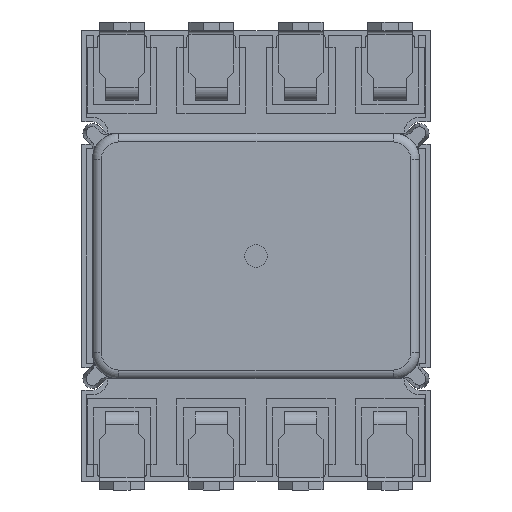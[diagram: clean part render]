
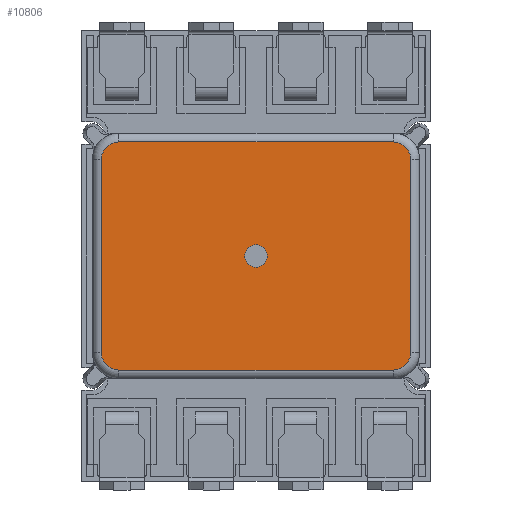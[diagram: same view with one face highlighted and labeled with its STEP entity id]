
A CAD part, front view. The second image highlights one B-rep face of the part: STEP entity #10806.
In plain terms, the highlighted face is planar.
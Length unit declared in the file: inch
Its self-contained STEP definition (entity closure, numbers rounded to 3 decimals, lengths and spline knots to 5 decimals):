
#1892 = EDGE_LOOP ( 'NONE', ( #11759, #11719, #11677, #11783, #11635, #11675, #11776, #11722 ) ) ;
#1958 = EDGE_LOOP ( 'NONE', ( #11767, #11721 ) ) ;
#5974 = FACE_BOUND ( 'NONE', #1958, .T. ) ;
#5994 = FACE_OUTER_BOUND ( 'NONE', #1892, .T. ) ;
#7375 = DIRECTION ( 'NONE',  ( 0., 1., 0. ) ) ;
#7396 = PLANE ( 'NONE',  #16682 ) ;
#7402 = CARTESIAN_POINT ( 'NONE',  ( -0.15354, 0.1063, 0.10807 ) ) ;
#7409 = DIRECTION ( 'NONE',  ( 0., 0., 1. ) ) ;
#8731 = AXIS2_PLACEMENT_3D ( 'NONE', #12061, #12220, #12199 ) ;
#8772 = AXIS2_PLACEMENT_3D ( 'NONE', #12568, #12586, #12572 ) ;
#8798 = AXIS2_PLACEMENT_3D ( 'NONE', #12409, #12391, #12398 ) ;
#8801 = AXIS2_PLACEMENT_3D ( 'NONE', #12405, #12392, #12383 ) ;
#8808 = AXIS2_PLACEMENT_3D ( 'NONE', #12566, #12554, #12545 ) ;
#8842 = AXIS2_PLACEMENT_3D ( 'NONE', #12639, #12649, #12636 ) ;
#10806 = ADVANCED_FACE ( 'NONE', ( #5974, #5994 ), #7396, .T. ) ;
#11635 = ORIENTED_EDGE ( 'NONE', *, *, #16061, .T. ) ;
#11675 = ORIENTED_EDGE ( 'NONE', *, *, #16044, .T. ) ;
#11677 = ORIENTED_EDGE ( 'NONE', *, *, #15973, .T. ) ;
#11719 = ORIENTED_EDGE ( 'NONE', *, *, #15967, .T. ) ;
#11721 = ORIENTED_EDGE ( 'NONE', *, *, #15899, .F. ) ;
#11722 = ORIENTED_EDGE ( 'NONE', *, *, #16033, .T. ) ;
#11759 = ORIENTED_EDGE ( 'NONE', *, *, #16088, .T. ) ;
#11767 = ORIENTED_EDGE ( 'NONE', *, *, #15969, .F. ) ;
#11776 = ORIENTED_EDGE ( 'NONE', *, *, #16000, .T. ) ;
#11783 = ORIENTED_EDGE ( 'NONE', *, *, #16067, .T. ) ;
#12061 = CARTESIAN_POINT ( 'NONE',  ( 0., 0.1063, 0. ) ) ;
#12199 = DIRECTION ( 'NONE',  ( 0., 0., 1. ) ) ;
#12220 = DIRECTION ( 'NONE',  ( 0., 1., 0. ) ) ;
#12377 = DIRECTION ( 'NONE',  ( 1., 0., 0. ) ) ;
#12383 = DIRECTION ( 'NONE',  ( 0., 0., 1. ) ) ;
#12391 = DIRECTION ( 'NONE',  ( 0., 1., 0. ) ) ;
#12392 = DIRECTION ( 'NONE',  ( 0., 1., 0. ) ) ;
#12398 = DIRECTION ( 'NONE',  ( 0., 0., 1. ) ) ;
#12405 = CARTESIAN_POINT ( 'NONE',  ( -0.15354, 0.1063, 0.10807 ) ) ;
#12406 = CARTESIAN_POINT ( 'NONE',  ( 0.15354, 0.1063, 0.1276 ) ) ;
#12409 = CARTESIAN_POINT ( 'NONE',  ( 0., 0.1063, 0. ) ) ;
#12469 = CARTESIAN_POINT ( 'NONE',  ( -0.15354, 0.1063, -0.1276 ) ) ;
#12486 = DIRECTION ( 'NONE',  ( -1., 0., 0. ) ) ;
#12545 = DIRECTION ( 'NONE',  ( 0., 0., 1. ) ) ;
#12554 = DIRECTION ( 'NONE',  ( 0., 1., 0. ) ) ;
#12566 = CARTESIAN_POINT ( 'NONE',  ( -0.15354, 0.1063, -0.10807 ) ) ;
#12568 = CARTESIAN_POINT ( 'NONE',  ( 0.15354, 0.1063, -0.10807 ) ) ;
#12572 = DIRECTION ( 'NONE',  ( 0., 0., 1. ) ) ;
#12586 = DIRECTION ( 'NONE',  ( 0., 1., 0. ) ) ;
#12636 = DIRECTION ( 'NONE',  ( 0., 0., 1. ) ) ;
#12639 = CARTESIAN_POINT ( 'NONE',  ( 0.15354, 0.1063, 0.10807 ) ) ;
#12641 = DIRECTION ( 'NONE',  ( 0., 0., -1. ) ) ;
#12649 = DIRECTION ( 'NONE',  ( 0., 1., 0. ) ) ;
#12669 = CARTESIAN_POINT ( 'NONE',  ( 0.17307, 0.1063, -0.10807 ) ) ;
#12686 = CARTESIAN_POINT ( 'NONE',  ( -0.17307, 0.1063, 0.10807 ) ) ;
#12708 = DIRECTION ( 'NONE',  ( 0., 0., 1. ) ) ;
#13220 = CIRCLE ( 'NONE', #8731, 0.0125 ) ;
#13296 = VECTOR ( 'NONE', #12377, 39.37008 ) ;
#13306 = CIRCLE ( 'NONE', #8801, 0.01953 ) ;
#13312 = CIRCLE ( 'NONE', #8798, 0.0125 ) ;
#13319 = LINE ( 'NONE', #12406, #13296 ) ;
#13344 = VECTOR ( 'NONE', #12486, 39.37008 ) ;
#13355 = LINE ( 'NONE', #12469, #13344 ) ;
#13418 = CIRCLE ( 'NONE', #8808, 0.01953 ) ;
#13422 = LINE ( 'NONE', #12669, #13445 ) ;
#13424 = CIRCLE ( 'NONE', #8842, 0.01953 ) ;
#13445 = VECTOR ( 'NONE', #12641, 39.37008 ) ;
#13462 = CIRCLE ( 'NONE', #8772, 0.01953 ) ;
#13474 = LINE ( 'NONE', #12686, #13492 ) ;
#13492 = VECTOR ( 'NONE', #12708, 39.37008 ) ;
#14609 = CARTESIAN_POINT ( 'NONE',  ( -0.17307, 0.1063, 0.10807 ) ) ;
#14611 = CARTESIAN_POINT ( 'NONE',  ( -0.15354, 0.1063, 0.1276 ) ) ;
#14636 = CARTESIAN_POINT ( 'NONE',  ( 0.15354, 0.1063, 0.1276 ) ) ;
#14652 = CARTESIAN_POINT ( 'NONE',  ( 0.17307, 0.1063, -0.10807 ) ) ;
#14662 = CARTESIAN_POINT ( 'NONE',  ( 0.15354, 0.1063, -0.1276 ) ) ;
#14674 = CARTESIAN_POINT ( 'NONE',  ( -0.15354, 0.1063, -0.1276 ) ) ;
#14683 = CARTESIAN_POINT ( 'NONE',  ( 0.17307, 0.1063, 0.10807 ) ) ;
#14688 = CARTESIAN_POINT ( 'NONE',  ( -0.17307, 0.1063, -0.10807 ) ) ;
#15117 = CARTESIAN_POINT ( 'NONE',  ( 0., 0.1063, 0.0125 ) ) ;
#15145 = CARTESIAN_POINT ( 'NONE',  ( 0., 0.1063, -0.0125 ) ) ;
#15899 = EDGE_CURVE ( 'NONE', #17495, #17485, #13220, .T. ) ;
#15967 = EDGE_CURVE ( 'NONE', #16964, #16982, #13306, .T. ) ;
#15969 = EDGE_CURVE ( 'NONE', #17485, #17495, #13312, .T. ) ;
#15973 = EDGE_CURVE ( 'NONE', #16982, #16958, #13319, .T. ) ;
#16000 = EDGE_CURVE ( 'NONE', #16977, #16985, #13355, .T. ) ;
#16033 = EDGE_CURVE ( 'NONE', #16985, #17001, #13418, .T. ) ;
#16044 = EDGE_CURVE ( 'NONE', #16954, #16977, #13462, .T. ) ;
#16061 = EDGE_CURVE ( 'NONE', #17002, #16954, #13422, .T. ) ;
#16067 = EDGE_CURVE ( 'NONE', #16958, #17002, #13424, .T. ) ;
#16088 = EDGE_CURVE ( 'NONE', #17001, #16964, #13474, .T. ) ;
#16682 = AXIS2_PLACEMENT_3D ( 'NONE', #7402, #7375, #7409 ) ;
#16954 = VERTEX_POINT ( 'NONE', #14652 ) ;
#16958 = VERTEX_POINT ( 'NONE', #14636 ) ;
#16964 = VERTEX_POINT ( 'NONE', #14609 ) ;
#16977 = VERTEX_POINT ( 'NONE', #14662 ) ;
#16982 = VERTEX_POINT ( 'NONE', #14611 ) ;
#16985 = VERTEX_POINT ( 'NONE', #14674 ) ;
#17001 = VERTEX_POINT ( 'NONE', #14688 ) ;
#17002 = VERTEX_POINT ( 'NONE', #14683 ) ;
#17485 = VERTEX_POINT ( 'NONE', #15117 ) ;
#17495 = VERTEX_POINT ( 'NONE', #15145 ) ;
